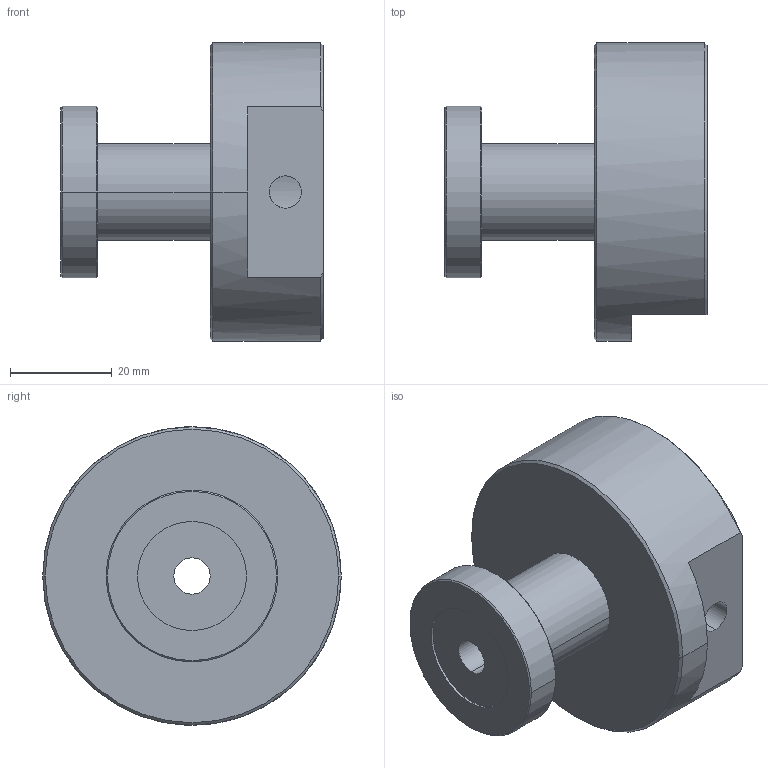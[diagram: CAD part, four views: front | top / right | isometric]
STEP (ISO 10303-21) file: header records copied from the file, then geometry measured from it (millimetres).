
FILE_DESCRIPTION (( 'STEP AP203' ), '1' );
FILE_NAME ('Flange_1.STEP', '2023-09-23T12:53:35', ( '' ), ( '' ), 'SwSTEP 2.0', 'SolidWorks 2021', '' );
FILE_SCHEMA (( 'CONFIG_CONTROL_DESIGN' ));
Length unit declared in the file: millimetre
Products named in the file (1): Flange_1
Bounding box: 51.62 x 58.72 x 58.72 mm (x, y, z)
Volume: 56696.4 mm3; surface area: 15364.7 mm2
Topology: 1 solids, 1 shells, 37 faces, 79 edges, 49 vertices
Faces by surface type: cylinder 16, cone 10, plane 9, bspline 2
Entity records: 1563 total; most frequent: CARTESIAN_POINT 667, DIRECTION 181, ORIENTED_EDGE 158, EDGE_CURVE 79, AXIS2_PLACEMENT_3D 76, VERTEX_POINT 49, EDGE_LOOP 46, CIRCLE 40
